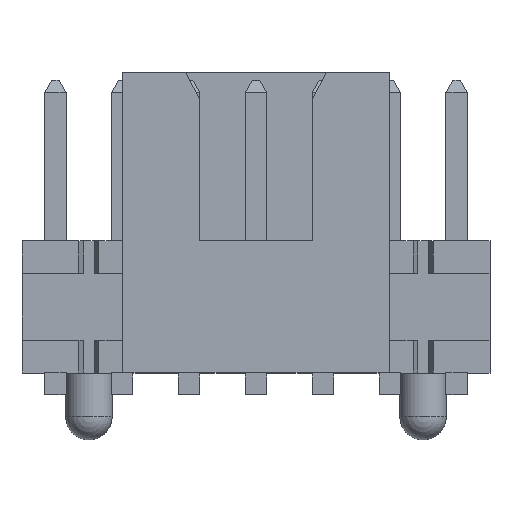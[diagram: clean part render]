
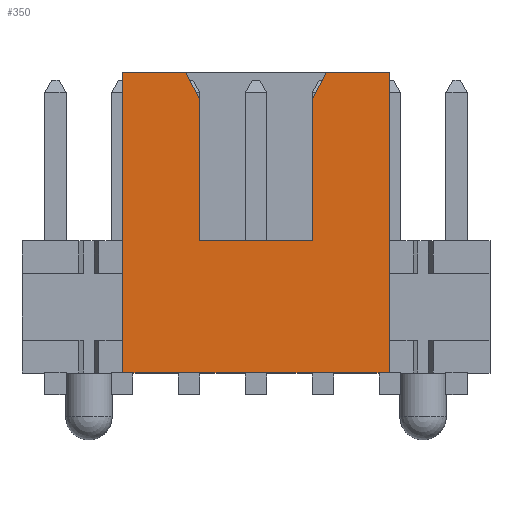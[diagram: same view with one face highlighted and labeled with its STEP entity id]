
A CAD part, top view. The second image highlights one B-rep face of the part: STEP entity #350.
In plain terms, the highlighted planar face has unit normal (0, 0, 1).
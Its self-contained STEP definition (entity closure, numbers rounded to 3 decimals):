
#350=ADVANCED_FACE('',(#962),#963,.T.);
#962=FACE_OUTER_BOUND('',#1849,.T.);
#963=PLANE('',#1850);
#1849=EDGE_LOOP('',(#2849,#2850,#2851,#2852,#2853,#2854,#2855,#2856,#2857,#2858,#2859,#2860,#2861,#2862,#2863,#2864,#2865,#2866));
#1850=AXIS2_PLACEMENT_3D('',#2867,#2868,#2869);
#2849=ORIENTED_EDGE('',*,*,#5319,.T.);
#2850=ORIENTED_EDGE('',*,*,#5345,.F.);
#2851=ORIENTED_EDGE('',*,*,#5315,.T.);
#2852=ORIENTED_EDGE('',*,*,#5368,.F.);
#2853=ORIENTED_EDGE('',*,*,#5369,.T.);
#2854=ORIENTED_EDGE('',*,*,#5370,.F.);
#2855=ORIENTED_EDGE('',*,*,#5371,.T.);
#2856=ORIENTED_EDGE('',*,*,#5372,.F.);
#2857=ORIENTED_EDGE('',*,*,#5373,.T.);
#2858=ORIENTED_EDGE('',*,*,#5374,.F.);
#2859=ORIENTED_EDGE('',*,*,#5375,.T.);
#2860=ORIENTED_EDGE('',*,*,#5376,.F.);
#2861=ORIENTED_EDGE('',*,*,#5302,.T.);
#2862=ORIENTED_EDGE('',*,*,#5343,.F.);
#2863=ORIENTED_EDGE('',*,*,#5324,.T.);
#2864=ORIENTED_EDGE('',*,*,#5329,.T.);
#2865=ORIENTED_EDGE('',*,*,#5377,.T.);
#2866=ORIENTED_EDGE('',*,*,#5333,.T.);
#2867=CARTESIAN_POINT('',(1.905,2.858,2.54));
#2868=DIRECTION('',(0.,0.0,1.0));
#2869=DIRECTION('',(0.0,-1.0,0.0));
#5302=EDGE_CURVE('',#6332,#6330,#6333,.T.);
#5315=EDGE_CURVE('',#6357,#6355,#6358,.T.);
#5319=EDGE_CURVE('',#6363,#6364,#6365,.T.);
#5324=EDGE_CURVE('',#6372,#6373,#6374,.T.);
#5329=EDGE_CURVE('',#6373,#6381,#6382,.T.);
#5333=EDGE_CURVE('',#6387,#6363,#6388,.T.);
#5343=EDGE_CURVE('',#6372,#6330,#6399,.T.);
#5345=EDGE_CURVE('',#6357,#6364,#6401,.T.);
#5368=EDGE_CURVE('',#6440,#6355,#6441,.T.);
#5369=EDGE_CURVE('',#6440,#6442,#6443,.T.);
#5370=EDGE_CURVE('',#6444,#6442,#6445,.T.);
#5371=EDGE_CURVE('',#6444,#6446,#6447,.T.);
#5372=EDGE_CURVE('',#6448,#6446,#6449,.T.);
#5373=EDGE_CURVE('',#6448,#6450,#6451,.T.);
#5374=EDGE_CURVE('',#6452,#6450,#6453,.T.);
#5375=EDGE_CURVE('',#6452,#6454,#6455,.T.);
#5376=EDGE_CURVE('',#6332,#6454,#6456,.T.);
#5377=EDGE_CURVE('',#6381,#6387,#6457,.T.);
#6330=VERTEX_POINT('',#7806);
#6332=VERTEX_POINT('',#7809);
#6333=LINE('',#7810,#7811);
#6355=VERTEX_POINT('',#7843);
#6357=VERTEX_POINT('',#7846);
#6358=LINE('',#7847,#7848);
#6363=VERTEX_POINT('',#7855);
#6364=VERTEX_POINT('',#7856);
#6365=LINE('',#7857,#7858);
#6372=VERTEX_POINT('',#7868);
#6373=VERTEX_POINT('',#7869);
#6374=LINE('',#7870,#7871);
#6381=VERTEX_POINT('',#7881);
#6382=LINE('',#7882,#7883);
#6387=VERTEX_POINT('',#7890);
#6388=LINE('',#7891,#7892);
#6399=LINE('',#7909,#7910);
#6401=LINE('',#7912,#7913);
#6440=VERTEX_POINT('',#7970);
#6441=LINE('',#7971,#7972);
#6442=VERTEX_POINT('',#7973);
#6443=LINE('',#7974,#7975);
#6444=VERTEX_POINT('',#7976);
#6445=LINE('',#7977,#7978);
#6446=VERTEX_POINT('',#7979);
#6447=LINE('',#7980,#7981);
#6448=VERTEX_POINT('',#7982);
#6449=LINE('',#7983,#7984);
#6450=VERTEX_POINT('',#7985);
#6451=LINE('',#7986,#7987);
#6452=VERTEX_POINT('',#7988);
#6453=LINE('',#7989,#7990);
#6454=VERTEX_POINT('',#7991);
#6455=LINE('',#7992,#7993);
#6456=LINE('',#7994,#7995);
#6457=LINE('',#7996,#7997);
#7806=CARTESIAN_POINT('',(6.985,5.715,2.54));
#7809=CARTESIAN_POINT('',(6.985,0.0,2.54));
#7810=CARTESIAN_POINT('',(6.985,5.715,2.54));
#7811=VECTOR('',#9959,1.0);
#7843=CARTESIAN_POINT('',(1.905,0.0,2.54));
#7846=CARTESIAN_POINT('',(1.905,5.715,2.54));
#7847=CARTESIAN_POINT('',(1.905,5.715,2.54));
#7848=VECTOR('',#9971,1.0);
#7855=CARTESIAN_POINT('',(3.366,5.207,2.54));
#7856=CARTESIAN_POINT('',(3.112,5.715,2.54));
#7857=CARTESIAN_POINT('',(3.626,4.686,2.54));
#7858=VECTOR('',#9974,1.0);
#7868=CARTESIAN_POINT('',(5.779,5.715,2.54));
#7869=CARTESIAN_POINT('',(5.525,5.207,2.54));
#7870=CARTESIAN_POINT('',(4.756,3.67,2.54));
#7871=VECTOR('',#9978,1.0);
#7881=CARTESIAN_POINT('',(5.525,2.515,2.54));
#7882=CARTESIAN_POINT('',(5.525,3.359,2.54));
#7883=VECTOR('',#9982,1.0);
#7890=CARTESIAN_POINT('',(3.366,2.515,2.54));
#7891=CARTESIAN_POINT('',(3.366,3.359,2.54));
#7892=VECTOR('',#9985,1.0);
#7909=CARTESIAN_POINT('',(1.905,5.715,2.54));
#7910=VECTOR('',#9992,1.0);
#7912=CARTESIAN_POINT('',(1.905,5.715,2.54));
#7913=VECTOR('',#9993,1.0);
#7970=CARTESIAN_POINT('',(2.108,0.0,2.54));
#7971=CARTESIAN_POINT('',(1.803,0.0,2.54));
#7972=VECTOR('',#10012,1.0);
#7973=CARTESIAN_POINT('',(2.972,0.0,2.54));
#7974=CARTESIAN_POINT('',(1.905,0.0,2.54));
#7975=VECTOR('',#10013,1.0);
#7976=CARTESIAN_POINT('',(3.378,0.0,2.54));
#7977=CARTESIAN_POINT('',(2.438,0.0,2.54));
#7978=VECTOR('',#10014,1.0);
#7979=CARTESIAN_POINT('',(4.242,0.0,2.54));
#7980=CARTESIAN_POINT('',(1.905,0.0,2.54));
#7981=VECTOR('',#10015,1.0);
#7982=CARTESIAN_POINT('',(4.648,0.0,2.54));
#7983=CARTESIAN_POINT('',(3.073,0.0,2.54));
#7984=VECTOR('',#10016,1.0);
#7985=CARTESIAN_POINT('',(5.512,0.0,2.54));
#7986=CARTESIAN_POINT('',(1.905,0.0,2.54));
#7987=VECTOR('',#10017,1.0);
#7988=CARTESIAN_POINT('',(5.918,0.0,2.54));
#7989=CARTESIAN_POINT('',(3.708,0.0,2.54));
#7990=VECTOR('',#10018,1.0);
#7991=CARTESIAN_POINT('',(6.782,0.0,2.54));
#7992=CARTESIAN_POINT('',(1.905,0.0,2.54));
#7993=VECTOR('',#10019,1.0);
#7994=CARTESIAN_POINT('',(4.343,0.0,2.54));
#7995=VECTOR('',#10020,1.0);
#7996=CARTESIAN_POINT('',(3.175,2.515,2.54));
#7997=VECTOR('',#10021,1.0);
#9959=DIRECTION('',(0.0,1.0,0.0));
#9971=DIRECTION('',(0.0,-1.0,0.0));
#9974=DIRECTION('',(-0.447,0.894,0.));
#9978=DIRECTION('',(-0.447,-0.894,0.));
#9982=DIRECTION('',(0.0,-1.0,0.0));
#9985=DIRECTION('',(0.0,1.0,0.0));
#9992=DIRECTION('',(1.0,0.0,0.));
#9993=DIRECTION('',(1.0,0.0,0.));
#10012=DIRECTION('',(-1.0,0.0,0.));
#10013=DIRECTION('',(1.0,0.0,0.));
#10014=DIRECTION('',(-1.0,0.0,0.));
#10015=DIRECTION('',(1.0,0.0,0.));
#10016=DIRECTION('',(-1.0,0.0,0.));
#10017=DIRECTION('',(1.0,0.0,0.));
#10018=DIRECTION('',(-1.0,0.0,0.));
#10019=DIRECTION('',(1.0,0.0,0.));
#10020=DIRECTION('',(-1.0,0.0,0.));
#10021=DIRECTION('',(-1.0,-0.0,0.));
